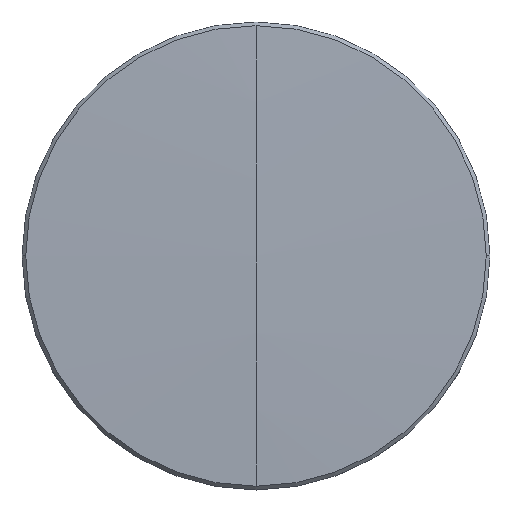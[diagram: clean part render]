
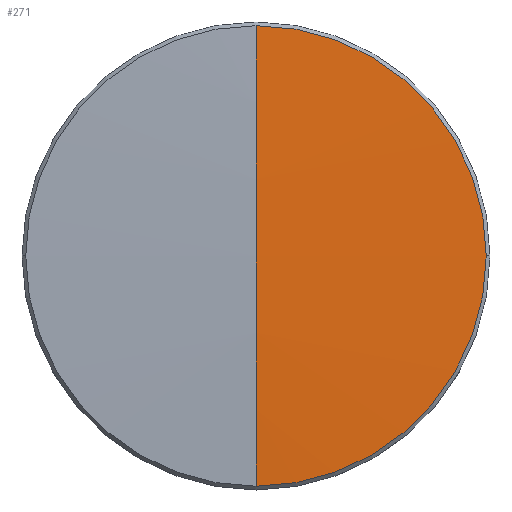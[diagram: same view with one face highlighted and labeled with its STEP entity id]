
A CAD part, top view. The second image highlights one B-rep face of the part: STEP entity #271.
In plain terms, the highlighted spherical face has radius 280.5 mm.
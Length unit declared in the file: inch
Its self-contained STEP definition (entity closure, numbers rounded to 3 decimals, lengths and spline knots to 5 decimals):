
#47 = CARTESIAN_POINT ( 'NONE',  ( 0.49213, 0., 0.06777 ) ) ;
#60 = CARTESIAN_POINT ( 'NONE',  ( 0., 0., -10.96457 ) ) ;
#61 = DIRECTION ( 'NONE',  ( 1., 0., 0. ) ) ;
#62 = DIRECTION ( 'NONE',  ( 0., 1., 0. ) ) ;
#104 = VERTEX_POINT ( 'NONE', #176 ) ;
#110 = VERTEX_POINT ( 'NONE', #347 ) ;
#111 = VERTEX_POINT ( 'NONE', #47 ) ;
#113 = EDGE_LOOP ( 'NONE', ( #356, #353, #357, #354 ) ) ;
#116 = VERTEX_POINT ( 'NONE', #360 ) ;
#126 = EDGE_CURVE ( 'NONE', #104, #116, #186, .T. ) ;
#146 = SPHERICAL_SURFACE ( 'NONE', #226, 11.04331 ) ;
#176 = CARTESIAN_POINT ( 'NONE',  ( 0., 0., 0.07874 ) ) ;
#186 = CIRCLE ( 'NONE', #215, 11.04331 ) ;
#210 = EDGE_CURVE ( 'NONE', #111, #116, #280, .T. ) ;
#211 = EDGE_CURVE ( 'NONE', #110, #111, #286, .T. ) ;
#215 = AXIS2_PLACEMENT_3D ( 'NONE', #60, #61, #62 ) ;
#218 = AXIS2_PLACEMENT_3D ( 'NONE', #296, #297, #298 ) ;
#219 = AXIS2_PLACEMENT_3D ( 'NONE', #300, #301, #302 ) ;
#226 = AXIS2_PLACEMENT_3D ( 'NONE', #321, #319, #324 ) ;
#232 = AXIS2_PLACEMENT_3D ( 'NONE', #342, #343, #344 ) ;
#263 = CIRCLE ( 'NONE', #232, 11.04331 ) ;
#271 = ADVANCED_FACE ( 'NONE', ( #291 ), #146, .T. ) ;
#280 = CIRCLE ( 'NONE', #218, 0.49213 ) ;
#286 = CIRCLE ( 'NONE', #219, 0.49213 ) ;
#291 = FACE_OUTER_BOUND ( 'NONE', #113, .T. ) ;
#292 = EDGE_CURVE ( 'NONE', #104, #110, #263, .T. ) ;
#296 = CARTESIAN_POINT ( 'NONE',  ( 0., 0., 0.06777 ) ) ;
#297 = DIRECTION ( 'NONE',  ( 0., 0., -1. ) ) ;
#298 = DIRECTION ( 'NONE',  ( -1., 0., 0. ) ) ;
#300 = CARTESIAN_POINT ( 'NONE',  ( 0., 0., 0.06777 ) ) ;
#301 = DIRECTION ( 'NONE',  ( 0., 0., -1. ) ) ;
#302 = DIRECTION ( 'NONE',  ( -1., 0., 0. ) ) ;
#319 = DIRECTION ( 'NONE',  ( 1., 0., 0. ) ) ;
#321 = CARTESIAN_POINT ( 'NONE',  ( 0., 0., -10.96457 ) ) ;
#324 = DIRECTION ( 'NONE',  ( 0., 1., 0. ) ) ;
#342 = CARTESIAN_POINT ( 'NONE',  ( 0., 0., -10.96457 ) ) ;
#343 = DIRECTION ( 'NONE',  ( -1., 0., 0. ) ) ;
#344 = DIRECTION ( 'NONE',  ( 0., 0., 1. ) ) ;
#347 = CARTESIAN_POINT ( 'NONE',  ( 0., 0.49213, 0.06777 ) ) ;
#353 = ORIENTED_EDGE ( 'NONE', *, *, #126, .T. ) ;
#354 = ORIENTED_EDGE ( 'NONE', *, *, #211, .F. ) ;
#356 = ORIENTED_EDGE ( 'NONE', *, *, #292, .F. ) ;
#357 = ORIENTED_EDGE ( 'NONE', *, *, #210, .F. ) ;
#360 = CARTESIAN_POINT ( 'NONE',  ( 0., -0.49213, 0.06777 ) ) ;
